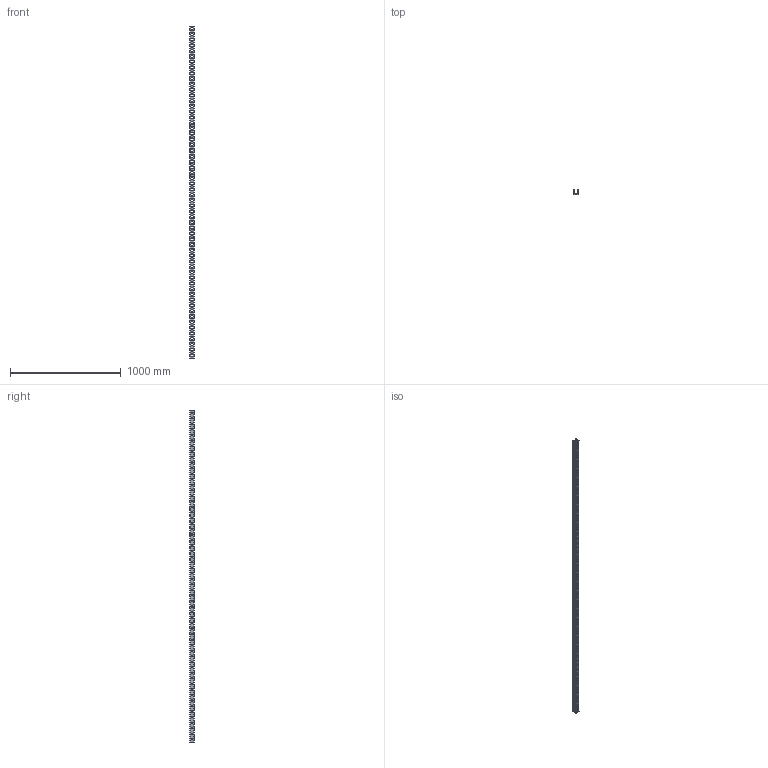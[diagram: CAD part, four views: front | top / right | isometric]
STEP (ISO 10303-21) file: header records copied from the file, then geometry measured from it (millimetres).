
FILE_DESCRIPTION (( 'STEP AP203' ), '1' );
FILE_NAME ('STRUT-镳铘桦黖h41-3000.step', '2022-01-25T05:30:41', ( '' ), ( '' ), 'SwSTEP 2.0', 'SolidWorks 2017', '' );
FILE_SCHEMA (( 'CONFIG_CONTROL_DESIGN' ));
Products named in the file (1): STRUT-镳铘桦黖h41-3000
Bounding box: 41 x 41 x 3000 mm (x, y, z)
Volume: 920187.6 mm3; surface area: 788618.7 mm2
Topology: 1 solids, 1 shells, 2368 faces, 7074 edges, 4708 vertices
Faces by surface type: plane 2002, cylinder 366
Entity records: 79415 total; most frequent: CARTESIAN_POINT 14151, ORIENTED_EDGE 14148, DIRECTION 12544, EDGE_CURVE 7074, LINE 6342, VECTOR 6342, VERTEX_POINT 4708, AXIS2_PLACEMENT_3D 3101
